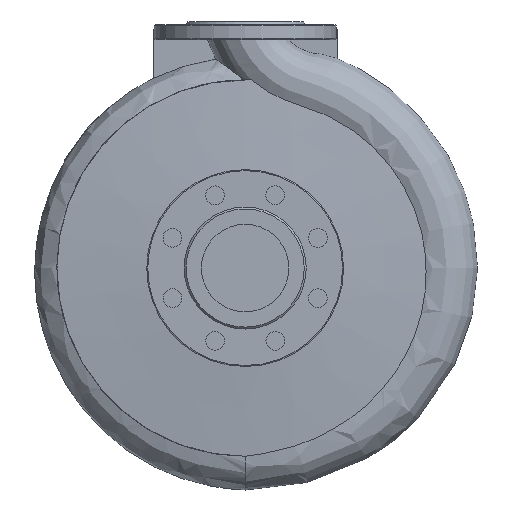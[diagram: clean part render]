
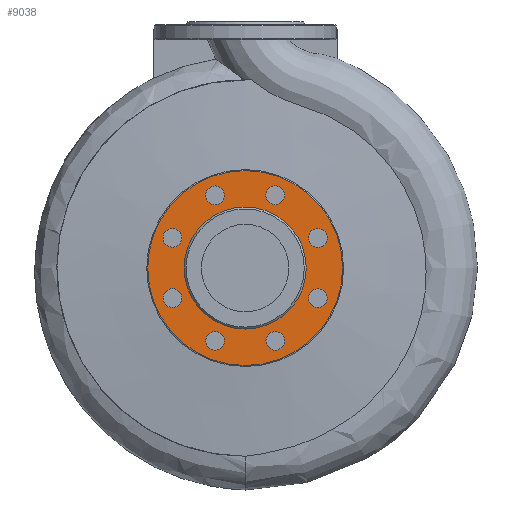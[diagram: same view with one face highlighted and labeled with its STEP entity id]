
A CAD part, left-side view. The second image highlights one B-rep face of the part: STEP entity #9038.
In plain terms, the highlighted planar face has unit normal (-1, 0, 0).
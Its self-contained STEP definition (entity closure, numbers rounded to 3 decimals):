
#315=FACE_BOUND('',#1926,.T.);
#316=FACE_BOUND('',#1927,.T.);
#317=FACE_BOUND('',#1928,.T.);
#318=FACE_BOUND('',#1929,.T.);
#319=FACE_BOUND('',#1930,.T.);
#320=FACE_BOUND('',#1931,.T.);
#321=FACE_BOUND('',#1932,.T.);
#322=FACE_BOUND('',#1933,.T.);
#323=FACE_BOUND('',#1934,.T.);
#485=CIRCLE('',#9695,9.5);
#487=CIRCLE('',#9698,9.5);
#489=CIRCLE('',#9701,9.5);
#491=CIRCLE('',#9704,9.5);
#493=CIRCLE('',#9707,9.5);
#495=CIRCLE('',#9710,9.5);
#497=CIRCLE('',#9713,9.5);
#499=CIRCLE('',#9716,9.5);
#500=CIRCLE('',#9718,62.);
#502=CIRCLE('',#9721,99.);
#912=PLANE('',#9720);
#1302=FACE_OUTER_BOUND('',#1925,.T.);
#1925=EDGE_LOOP('',(#7110));
#1926=EDGE_LOOP('',(#7111));
#1927=EDGE_LOOP('',(#7112));
#1928=EDGE_LOOP('',(#7113));
#1929=EDGE_LOOP('',(#7114));
#1930=EDGE_LOOP('',(#7115));
#1931=EDGE_LOOP('',(#7116));
#1932=EDGE_LOOP('',(#7117));
#1933=EDGE_LOOP('',(#7118));
#1934=EDGE_LOOP('',(#7119));
#4299=VERTEX_POINT('',#14666);
#4301=VERTEX_POINT('',#14671);
#4303=VERTEX_POINT('',#14676);
#4305=VERTEX_POINT('',#14681);
#4307=VERTEX_POINT('',#14686);
#4309=VERTEX_POINT('',#14691);
#4311=VERTEX_POINT('',#14696);
#4313=VERTEX_POINT('',#14701);
#4314=VERTEX_POINT('',#14704);
#4316=VERTEX_POINT('',#14709);
#5326=EDGE_CURVE('',#4299,#4299,#485,.T.);
#5328=EDGE_CURVE('',#4301,#4301,#487,.T.);
#5330=EDGE_CURVE('',#4303,#4303,#489,.T.);
#5332=EDGE_CURVE('',#4305,#4305,#491,.T.);
#5334=EDGE_CURVE('',#4307,#4307,#493,.T.);
#5336=EDGE_CURVE('',#4309,#4309,#495,.T.);
#5338=EDGE_CURVE('',#4311,#4311,#497,.T.);
#5340=EDGE_CURVE('',#4313,#4313,#499,.T.);
#5341=EDGE_CURVE('',#4314,#4314,#500,.T.);
#5343=EDGE_CURVE('',#4316,#4316,#502,.T.);
#7110=ORIENTED_EDGE('',*,*,#5343,.T.);
#7111=ORIENTED_EDGE('',*,*,#5326,.F.);
#7112=ORIENTED_EDGE('',*,*,#5328,.F.);
#7113=ORIENTED_EDGE('',*,*,#5330,.F.);
#7114=ORIENTED_EDGE('',*,*,#5332,.F.);
#7115=ORIENTED_EDGE('',*,*,#5334,.F.);
#7116=ORIENTED_EDGE('',*,*,#5336,.F.);
#7117=ORIENTED_EDGE('',*,*,#5338,.F.);
#7118=ORIENTED_EDGE('',*,*,#5340,.F.);
#7119=ORIENTED_EDGE('',*,*,#5341,.F.);
#9038=ADVANCED_FACE('',(#1302,#315,#316,#317,#318,#319,#320,#321,#322,#323),
#912,.F.);
#9695=AXIS2_PLACEMENT_3D('',#14667,#11270,#11271);
#9698=AXIS2_PLACEMENT_3D('',#14672,#11276,#11277);
#9701=AXIS2_PLACEMENT_3D('',#14677,#11282,#11283);
#9704=AXIS2_PLACEMENT_3D('',#14682,#11288,#11289);
#9707=AXIS2_PLACEMENT_3D('',#14687,#11294,#11295);
#9710=AXIS2_PLACEMENT_3D('',#14692,#11300,#11301);
#9713=AXIS2_PLACEMENT_3D('',#14697,#11306,#11307);
#9716=AXIS2_PLACEMENT_3D('',#14702,#11312,#11313);
#9718=AXIS2_PLACEMENT_3D('',#14705,#11316,#11317);
#9720=AXIS2_PLACEMENT_3D('',#14708,#11320,#11321);
#9721=AXIS2_PLACEMENT_3D('',#14710,#11322,#11323);
#11270=DIRECTION('center_axis',(-1.,0.,0.));
#11271=DIRECTION('ref_axis',(0.,0.707,-0.707));
#11276=DIRECTION('center_axis',(-1.,0.,0.));
#11277=DIRECTION('ref_axis',(0.,1.,0.));
#11282=DIRECTION('center_axis',(-1.,0.,0.));
#11283=DIRECTION('ref_axis',(0.,0.707,0.707));
#11288=DIRECTION('center_axis',(-1.,0.,0.));
#11289=DIRECTION('ref_axis',(0.,0.,
1.));
#11294=DIRECTION('center_axis',(-1.,0.,0.));
#11295=DIRECTION('ref_axis',(0.,-0.707,0.707));
#11300=DIRECTION('center_axis',(-1.,0.,0.));
#11301=DIRECTION('ref_axis',(0.,-1.,0.));
#11306=DIRECTION('center_axis',(-1.,0.,0.));
#11307=DIRECTION('ref_axis',(0.,-0.707,-0.707));
#11312=DIRECTION('center_axis',(-1.,0.,0.));
#11313=DIRECTION('ref_axis',(0.,0.,-1.));
#11316=DIRECTION('center_axis',(-1.,0.,0.));
#11317=DIRECTION('ref_axis',(0.,-1.,0.));
#11320=DIRECTION('center_axis',(1.,0.,0.));
#11321=DIRECTION('ref_axis',(0.,0.,1.));
#11322=DIRECTION('center_axis',(-1.,0.,0.));
#11323=DIRECTION('ref_axis',(0.,-1.,0.));
#14666=CARTESIAN_POINT('',(-98.,-80.628,108.103));
#14667=CARTESIAN_POINT('Origin',(-98.,-73.91,101.385));
#14671=CARTESIAN_POINT('',(-98.,-40.115,58.09));
#14672=CARTESIAN_POINT('Origin',(-98.,-30.615,58.09));
#14676=CARTESIAN_POINT('',(-98.,23.897,51.372));
#14677=CARTESIAN_POINT('Origin',(-98.,30.615,58.09));
#14681=CARTESIAN_POINT('',(-98.,73.91,91.885));
#14682=CARTESIAN_POINT('Origin',(-98.,73.91,101.385));
#14686=CARTESIAN_POINT('',(-98.,80.628,155.897));
#14687=CARTESIAN_POINT('Origin',(-98.,73.91,162.615));
#14691=CARTESIAN_POINT('',(-98.,40.115,205.91));
#14692=CARTESIAN_POINT('Origin',(-98.,30.615,205.91));
#14696=CARTESIAN_POINT('',(-98.,-23.897,212.628));
#14697=CARTESIAN_POINT('Origin',(-98.,-30.615,205.91));
#14701=CARTESIAN_POINT('',(-98.,-73.91,172.115));
#14702=CARTESIAN_POINT('Origin',(-98.,-73.91,162.615));
#14704=CARTESIAN_POINT('',(-98.,-62.,132.));
#14705=CARTESIAN_POINT('Origin',(-98.,0.,132.));
#14708=CARTESIAN_POINT('Origin',(-98.,-80.5,132.));
#14709=CARTESIAN_POINT('',(-98.,-99.,132.));
#14710=CARTESIAN_POINT('Origin',(-98.,0.,132.));
